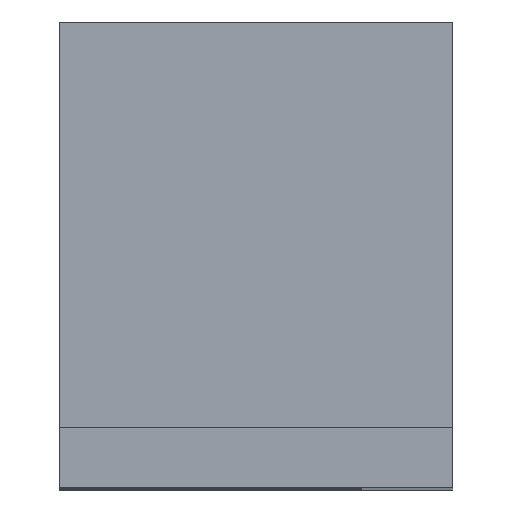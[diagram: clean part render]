
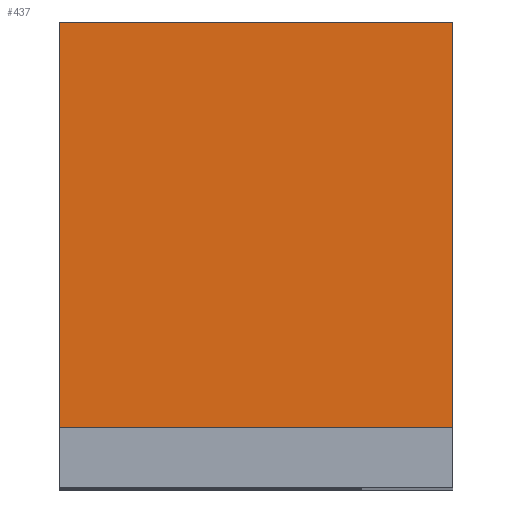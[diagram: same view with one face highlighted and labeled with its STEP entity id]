
A CAD part, top view. The second image highlights one B-rep face of the part: STEP entity #437.
In plain terms, the highlighted planar face has unit normal (0, 0, 1).
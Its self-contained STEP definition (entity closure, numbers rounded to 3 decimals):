
#41=FACE_OUTER_BOUND('',#66,.T.);
#66=EDGE_LOOP('',(#373,#374,#375,#376));
#95=LINE('',#628,#151);
#105=LINE('',#652,#161);
#122=LINE('',#683,#178);
#123=LINE('',#684,#179);
#151=VECTOR('',#507,10.);
#161=VECTOR('',#527,10.);
#178=VECTOR('',#558,10.);
#179=VECTOR('',#559,10.);
#206=VERTEX_POINT('',#626);
#207=VERTEX_POINT('',#627);
#216=VERTEX_POINT('',#651);
#223=VERTEX_POINT('',#682);
#249=EDGE_CURVE('',#206,#207,#95,.T.);
#261=EDGE_CURVE('',#206,#216,#105,.T.);
#278=EDGE_CURVE('',#223,#207,#122,.T.);
#279=EDGE_CURVE('',#216,#223,#123,.T.);
#373=ORIENTED_EDGE('',*,*,#278,.F.);
#374=ORIENTED_EDGE('',*,*,#279,.F.);
#375=ORIENTED_EDGE('',*,*,#261,.F.);
#376=ORIENTED_EDGE('',*,*,#249,.T.);
#419=PLANE('',#463);
#437=ADVANCED_FACE('',(#41),#419,.T.);
#463=AXIS2_PLACEMENT_3D('',#681,#556,#557);
#507=DIRECTION('',(1.,0.,0.));
#527=DIRECTION('',(0.,1.,0.));
#556=DIRECTION('center_axis',(0.,0.,1.));
#557=DIRECTION('ref_axis',(1.,0.,0.));
#558=DIRECTION('',(0.,-1.,0.));
#559=DIRECTION('',(1.,0.,0.));
#626=CARTESIAN_POINT('',(-7.254,4.,-42.8));
#627=CARTESIAN_POINT('',(5.746,4.,-42.8));
#628=CARTESIAN_POINT('',(-15.59,4.,-42.8));
#651=CARTESIAN_POINT('',(-7.254,17.4,-42.8));
#652=CARTESIAN_POINT('',(-7.254,6.,-42.8));
#681=CARTESIAN_POINT('Origin',(-7.254,6.,-42.8));
#682=CARTESIAN_POINT('',(5.746,17.4,-42.8));
#683=CARTESIAN_POINT('',(5.746,6.,-42.8));
#684=CARTESIAN_POINT('',(-4.004,17.4,-42.8));
